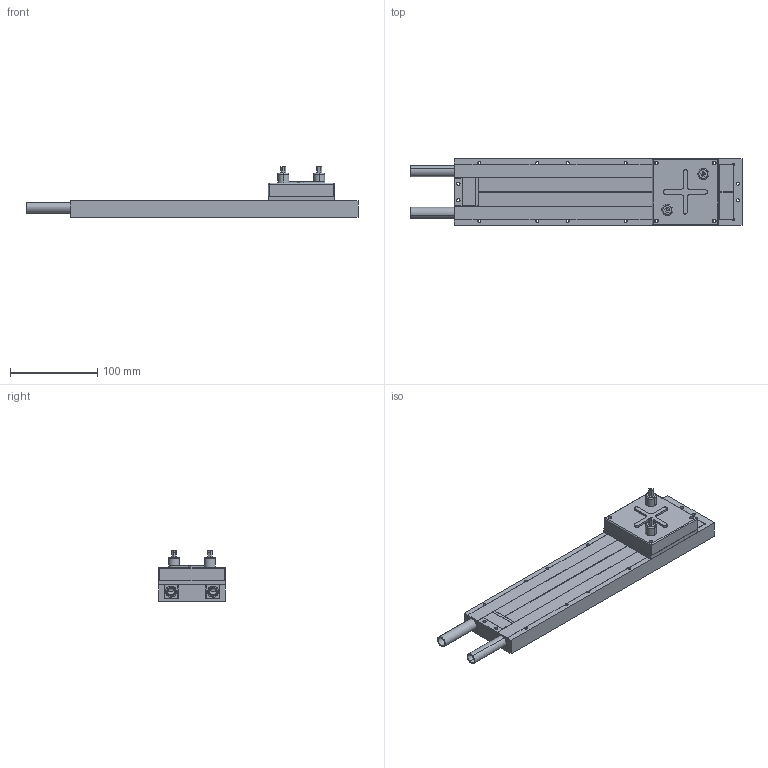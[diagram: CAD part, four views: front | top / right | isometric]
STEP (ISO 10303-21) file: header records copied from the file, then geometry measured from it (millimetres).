
FILE_DESCRIPTION (( 'STEP AP203' ), '1' );
FILE_NAME ('HT-TAP2000-3.STEP', '2017-09-26T14:09:47', ( '' ), ( '' ), 'SwSTEP 2.0', 'SolidWorks 2013', '' );
FILE_SCHEMA (( 'CONFIG_CONTROL_DESIGN' ));
Length unit declared in the file: inch
Products named in the file (11): BP-TAP2000-3; HT-TAP2000-3; ST-INOUT-11.875-3; SMALLER GAP FILL; TAP2000 RESISTOR; RT-.5OD-2.0; HT-IN-OUT-ADAPTER-.4OD; LARGER GAP FILL; ST-CON-10.775-3; HT-SIDEBYSIDE-CONNECTOR
Assembly tree (15 placements, depth 2):
  HT-TAP2000-3
    BP-TAP2000-3
    ST-INOUT-11.875-3
    ST-CON-10.775-3  x2
    HT-SIDEBYSIDE-CONNECTOR  x3
    HT-IN-OUT-ADAPTER-.4OD  x2
    RT-.5OD-2.0  x2
    ST-INOUT-11.875-3
    TAP2000 RESISTOR
    SMALLER GAP FILL
    LARGER GAP FILL
Bounding box: 381 x 76.2 x 58.37 mm (x, y, z)
Volume: 489211.6 mm3; surface area: 254707.4 mm2
Topology: 16 solids, 16 shells, 375 faces, 963 edges, 619 vertices
Faces by surface type: plane 217, cylinder 141, torus 13, sphere 4
Entity records: 10590 total; most frequent: CARTESIAN_POINT 1832, DIRECTION 1617, ORIENTED_EDGE 1506, EDGE_CURVE 753, AXIS2_PLACEMENT_3D 572, VERTEX_POINT 487, VECTOR 473, LINE 473
